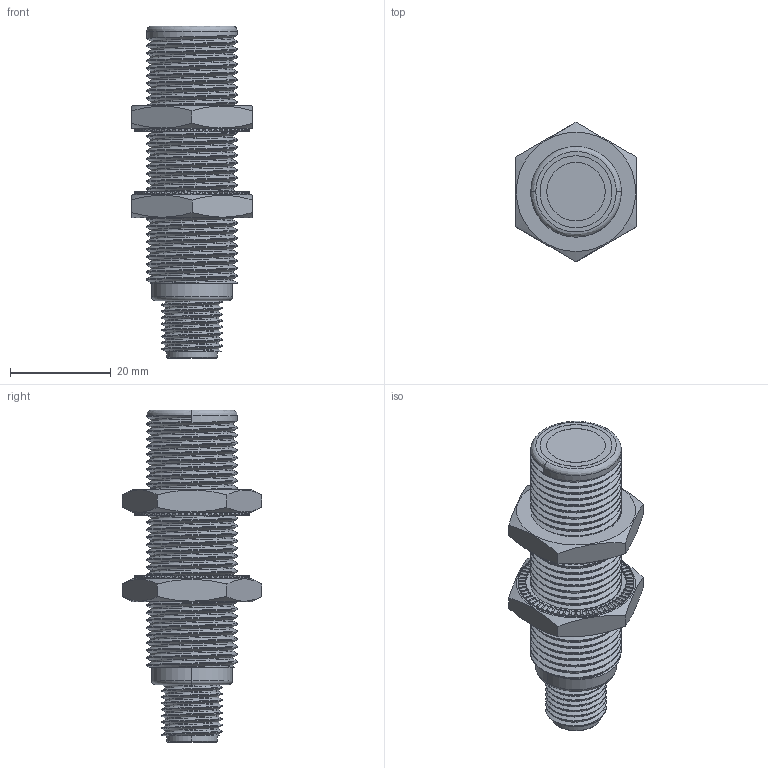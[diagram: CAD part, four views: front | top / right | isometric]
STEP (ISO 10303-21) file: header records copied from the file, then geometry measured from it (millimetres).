
FILE_DESCRIPTION (( 'STEP AP214' ), '1' );
FILE_NAME ('PXUS300-18NV1_3D.step', '2023-06-21T22:46:18', ( '' ), ( '' ), 'SwSTEP 2.0', 'SolidWorks 2022', '' );
FILE_SCHEMA (( 'AUTOMOTIVE_DESIGN' ));
Length unit declared in the file: inch
Products named in the file (3): PXUS300-18NV1_3D; PXUS300-18NV1; M18ÂÞÃ±
Assembly tree (3 placements, depth 2):
  PXUS300-18NV1_3D
    PXUS300-18NV1
    M18ÂÞÃ±  x2
Bounding box: 24 x 27.71 x 66 mm (x, y, z)
Volume: 15428.7 mm3; surface area: 8655.8 mm2
Topology: 3 solids, 3 shells, 442 faces, 1251 edges, 827 vertices
Faces by surface type: cylinder 251, plane 154, bspline 15, cone 12, sphere 8, torus 2
Entity records: 20592 total; most frequent: CARTESIAN_POINT 13694, ORIENTED_EDGE 1618, DIRECTION 1206, EDGE_CURVE 809, VERTEX_POINT 533, AXIS2_PLACEMENT_3D 478, EDGE_LOOP 304, FACE_OUTER_BOUND 291
